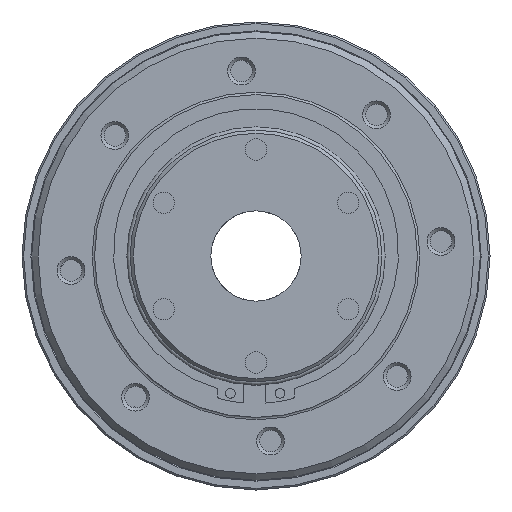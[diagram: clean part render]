
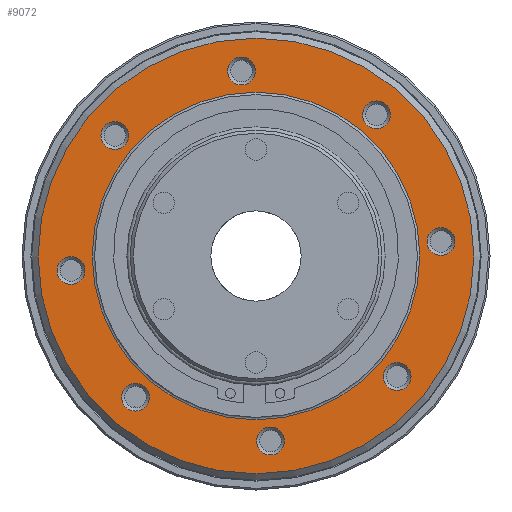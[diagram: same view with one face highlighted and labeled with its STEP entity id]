
A CAD part, left-side view. The second image highlights one B-rep face of the part: STEP entity #9072.
In plain terms, the highlighted planar face has unit normal (-1, 0, 0).
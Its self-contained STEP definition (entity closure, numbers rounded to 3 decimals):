
#1743=PLANE('',#10329);
#2458=ORIENTED_EDGE('',*,*,#4818,.T.);
#2459=ORIENTED_EDGE('',*,*,#4819,.T.);
#2460=ORIENTED_EDGE('',*,*,#4820,.T.);
#2461=ORIENTED_EDGE('',*,*,#4821,.T.);
#2462=ORIENTED_EDGE('',*,*,#4822,.T.);
#2463=ORIENTED_EDGE('',*,*,#4823,.T.);
#2464=ORIENTED_EDGE('',*,*,#4824,.T.);
#2465=ORIENTED_EDGE('',*,*,#4825,.T.);
#2466=ORIENTED_EDGE('',*,*,#4826,.T.);
#2467=ORIENTED_EDGE('',*,*,#4827,.F.);
#4818=EDGE_CURVE('',#6035,#6035,#6946,.F.);
#4819=EDGE_CURVE('',#6036,#6036,#6947,.T.);
#4820=EDGE_CURVE('',#6037,#6037,#6948,.T.);
#4821=EDGE_CURVE('',#6038,#6038,#6949,.T.);
#4822=EDGE_CURVE('',#6039,#6039,#6950,.T.);
#4823=EDGE_CURVE('',#6040,#6040,#6951,.T.);
#4824=EDGE_CURVE('',#6041,#6041,#6952,.T.);
#4825=EDGE_CURVE('',#6042,#6042,#6953,.T.);
#4826=EDGE_CURVE('',#6043,#6043,#6954,.T.);
#4827=EDGE_CURVE('',#6044,#6044,#6955,.T.);
#6035=VERTEX_POINT('',#13932);
#6036=VERTEX_POINT('',#13934);
#6037=VERTEX_POINT('',#13936);
#6038=VERTEX_POINT('',#13938);
#6039=VERTEX_POINT('',#13940);
#6040=VERTEX_POINT('',#13942);
#6041=VERTEX_POINT('',#13944);
#6042=VERTEX_POINT('',#13946);
#6043=VERTEX_POINT('',#13948);
#6044=VERTEX_POINT('',#13950);
#6946=CIRCLE('',#10330,67.5);
#6947=CIRCLE('',#10331,4.324);
#6948=CIRCLE('',#10332,4.324);
#6949=CIRCLE('',#10333,4.324);
#6950=CIRCLE('',#10334,4.324);
#6951=CIRCLE('',#10335,4.324);
#6952=CIRCLE('',#10336,4.324);
#6953=CIRCLE('',#10337,4.324);
#6954=CIRCLE('',#10338,4.324);
#6955=CIRCLE('',#10339,50.75);
#7317=EDGE_LOOP('',(#2458));
#7318=EDGE_LOOP('',(#2459));
#7319=EDGE_LOOP('',(#2460));
#7320=EDGE_LOOP('',(#2461));
#7321=EDGE_LOOP('',(#2462));
#7322=EDGE_LOOP('',(#2463));
#7323=EDGE_LOOP('',(#2464));
#7324=EDGE_LOOP('',(#2465));
#7325=EDGE_LOOP('',(#2466));
#7326=EDGE_LOOP('',(#2467));
#8195=FACE_BOUND('',#7317,.T.);
#8196=FACE_BOUND('',#7318,.T.);
#8197=FACE_BOUND('',#7319,.T.);
#8198=FACE_BOUND('',#7320,.T.);
#8199=FACE_BOUND('',#7321,.T.);
#8200=FACE_BOUND('',#7322,.T.);
#8201=FACE_BOUND('',#7323,.T.);
#8202=FACE_BOUND('',#7324,.T.);
#8203=FACE_BOUND('',#7325,.T.);
#8204=FACE_BOUND('',#7326,.T.);
#9072=ADVANCED_FACE('',(#8195,#8196,#8197,#8198,#8199,#8200,#8201,#8202,
#8203,#8204),#1743,.F.);
#10329=AXIS2_PLACEMENT_3D('',#13930,#11538,#11539);
#10330=AXIS2_PLACEMENT_3D('',#13931,#11540,#11541);
#10331=AXIS2_PLACEMENT_3D('',#13933,#11542,#11543);
#10332=AXIS2_PLACEMENT_3D('',#13935,#11544,#11545);
#10333=AXIS2_PLACEMENT_3D('',#13937,#11546,#11547);
#10334=AXIS2_PLACEMENT_3D('',#13939,#11548,#11549);
#10335=AXIS2_PLACEMENT_3D('',#13941,#11550,#11551);
#10336=AXIS2_PLACEMENT_3D('',#13943,#11552,#11553);
#10337=AXIS2_PLACEMENT_3D('',#13945,#11554,#11555);
#10338=AXIS2_PLACEMENT_3D('',#13947,#11556,#11557);
#10339=AXIS2_PLACEMENT_3D('',#13949,#11558,#11559);
#11538=DIRECTION('',(1.,0.,0.));
#11539=DIRECTION('',(0.,0.,-1.));
#11540=DIRECTION('',(1.,0.,0.));
#11541=DIRECTION('',(0.,0.,-1.));
#11542=DIRECTION('',(1.,0.,0.));
#11543=DIRECTION('',(0.,0.,-1.));
#11544=DIRECTION('',(1.,0.,0.));
#11545=DIRECTION('',(0.,0.,-1.));
#11546=DIRECTION('',(1.,0.,0.));
#11547=DIRECTION('',(0.,0.,-1.));
#11548=DIRECTION('',(1.,0.,0.));
#11549=DIRECTION('',(0.,0.,-1.));
#11550=DIRECTION('',(1.,0.,0.));
#11551=DIRECTION('',(0.,0.,-1.));
#11552=DIRECTION('',(1.,0.,0.));
#11553=DIRECTION('',(0.,0.,-1.));
#11554=DIRECTION('',(1.,0.,0.));
#11555=DIRECTION('',(0.,0.,-1.));
#11556=DIRECTION('',(1.,0.,0.));
#11557=DIRECTION('',(0.,0.,-1.));
#11558=DIRECTION('',(-1.,0.,0.));
#11559=DIRECTION('',(0.,0.,1.));
#13930=CARTESIAN_POINT('',(22.,0.,69.5));
#13931=CARTESIAN_POINT('',(22.,0.,0.));
#13932=CARTESIAN_POINT('',(22.,0.,-67.5));
#13933=CARTESIAN_POINT('',(22.,43.723,37.343));
#13934=CARTESIAN_POINT('',(22.,43.723,33.02));
#13935=CARTESIAN_POINT('',(22.,4.511,57.323));
#13936=CARTESIAN_POINT('',(22.,4.511,52.999));
#13937=CARTESIAN_POINT('',(22.,-37.343,43.723));
#13938=CARTESIAN_POINT('',(22.,-37.343,39.4));
#13939=CARTESIAN_POINT('',(22.,-57.323,4.511));
#13940=CARTESIAN_POINT('',(22.,-57.323,0.188));
#13941=CARTESIAN_POINT('',(22.,57.323,-4.511));
#13942=CARTESIAN_POINT('',(22.,57.323,-8.835));
#13943=CARTESIAN_POINT('',(22.,-43.723,-37.343));
#13944=CARTESIAN_POINT('',(22.,-43.723,-41.667));
#13945=CARTESIAN_POINT('',(22.,37.343,-43.723));
#13946=CARTESIAN_POINT('',(22.,37.343,-48.047));
#13947=CARTESIAN_POINT('',(22.,-4.511,-57.323));
#13948=CARTESIAN_POINT('',(22.,-4.511,-61.646));
#13949=CARTESIAN_POINT('',(22.,0.,0.));
#13950=CARTESIAN_POINT('',(22.,0.,50.75));
